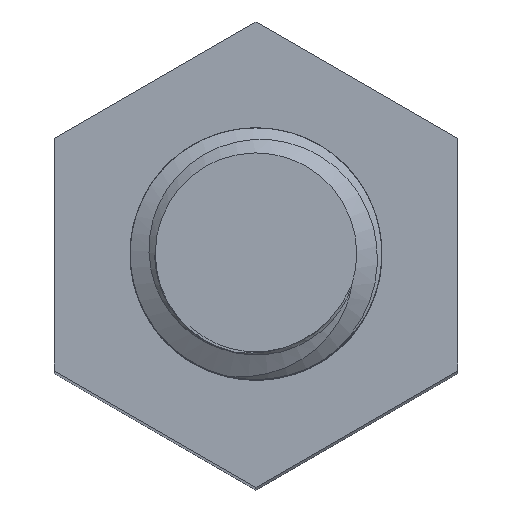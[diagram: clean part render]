
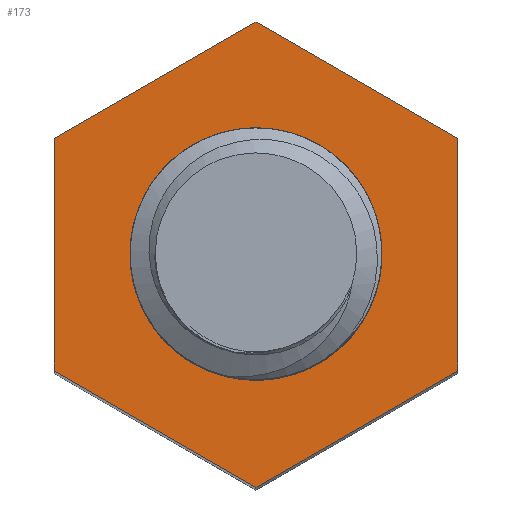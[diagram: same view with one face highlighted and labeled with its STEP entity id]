
A CAD part, top view. The second image highlights one B-rep face of the part: STEP entity #173.
In plain terms, the highlighted planar face has unit normal (0, 0, 1).
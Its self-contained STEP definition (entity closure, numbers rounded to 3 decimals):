
#173=ADVANCED_FACE('',(#13447,#13449),#13451,.T.);
#13447=FACE_BOUND('',#13448,.T.);
#13448=EDGE_LOOP('',(#21449,#21450,#21451,#21452,#21453,#21454));
#13449=FACE_BOUND('',#13450,.T.);
#13450=EDGE_LOOP('',(#21455));
#13451=PLANE('',#13452);
#13452=AXIS2_PLACEMENT_3D('',#13453,#13454,#13455);
#13453=CARTESIAN_POINT('',(0.,0.,15.));
#13454=DIRECTION('',(0.,0.,1.));
#13455=DIRECTION('',(-1.,0.,0.));
#21449=ORIENTED_EDGE('',*,*,#21661,.T.);
#21450=ORIENTED_EDGE('',*,*,#21659,.T.);
#21451=ORIENTED_EDGE('',*,*,#21657,.T.);
#21452=ORIENTED_EDGE('',*,*,#21655,.T.);
#21453=ORIENTED_EDGE('',*,*,#21653,.T.);
#21454=ORIENTED_EDGE('',*,*,#21651,.T.);
#21455=ORIENTED_EDGE('',*,*,#21662,.F.);
#21651=EDGE_CURVE('',#21818,#21816,#21819,.T.);
#21653=EDGE_CURVE('',#21821,#21818,#21822,.T.);
#21655=EDGE_CURVE('',#21824,#21821,#21825,.T.);
#21657=EDGE_CURVE('',#21827,#21824,#21828,.T.);
#21659=EDGE_CURVE('',#21830,#21827,#21831,.T.);
#21661=EDGE_CURVE('',#21816,#21830,#21833,.T.);
#21662=EDGE_CURVE('',#21834,#21834,#21835,.F.);
#21816=VERTEX_POINT('',#25592);
#21818=VERTEX_POINT('',#25596);
#21819=LINE('',#25597,#25598);
#21821=VERTEX_POINT('',#25603);
#21822=LINE('',#25604,#25605);
#21824=VERTEX_POINT('',#25610);
#21825=LINE('',#25611,#25612);
#21827=VERTEX_POINT('',#25617);
#21828=LINE('',#25618,#25619);
#21830=VERTEX_POINT('',#25624);
#21831=LINE('',#25625,#25626);
#21833=LINE('',#25631,#25632);
#21834=VERTEX_POINT('',#25634);
#21835=CIRCLE('',#25635,0.95);
#25592=CARTESIAN_POINT('',(0.,-2.309,15.));
#25596=CARTESIAN_POINT('',(-2.,-1.155,15.));
#25597=CARTESIAN_POINT('',(-2.,-1.155,15.));
#25598=VECTOR('',#25599,1.);
#25599=DIRECTION('',(0.866,-0.5,0.));
#25603=CARTESIAN_POINT('',(-2.,1.155,15.));
#25604=CARTESIAN_POINT('',(-2.,1.155,15.));
#25605=VECTOR('',#25606,1.);
#25606=DIRECTION('',(0.,-1.,0.));
#25610=CARTESIAN_POINT('',(0.,2.309,15.));
#25611=CARTESIAN_POINT('',(0.,2.309,15.));
#25612=VECTOR('',#25613,1.);
#25613=DIRECTION('',(-0.866,-0.5,0.));
#25617=CARTESIAN_POINT('',(2.,1.155,15.));
#25618=CARTESIAN_POINT('',(2.,1.155,15.));
#25619=VECTOR('',#25620,1.);
#25620=DIRECTION('',(-0.866,0.5,0.));
#25624=CARTESIAN_POINT('',(2.,-1.155,15.));
#25625=CARTESIAN_POINT('',(2.,-1.155,15.));
#25626=VECTOR('',#25627,1.);
#25627=DIRECTION('',(0.,1.,0.));
#25631=CARTESIAN_POINT('',(0.,-2.309,15.));
#25632=VECTOR('',#25633,1.);
#25633=DIRECTION('',(0.866,0.5,0.));
#25634=CARTESIAN_POINT('',(0.,0.95,15.));
#25635=AXIS2_PLACEMENT_3D('',#25636,#25637,#25638);
#25636=CARTESIAN_POINT('',(0.,0.,15.));
#25637=DIRECTION('',(-0.,-0.,-1.));
#25638=DIRECTION('',(0.,1.,0.));
